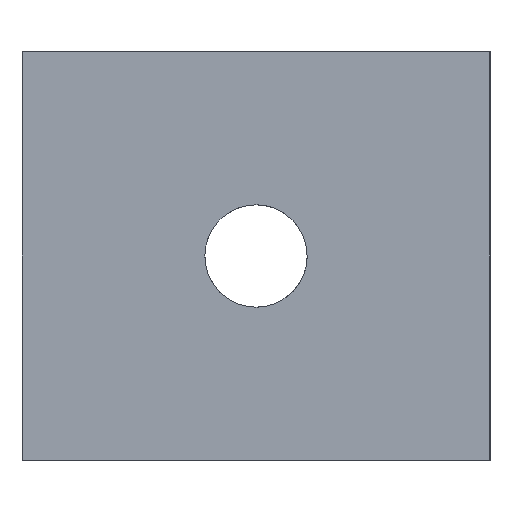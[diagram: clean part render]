
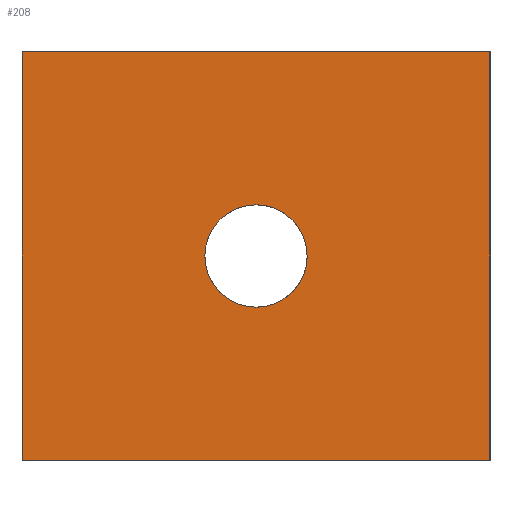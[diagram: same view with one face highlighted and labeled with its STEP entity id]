
A CAD part, left-side view. The second image highlights one B-rep face of the part: STEP entity #208.
In plain terms, the highlighted planar face has unit normal (-1, 0, 0).
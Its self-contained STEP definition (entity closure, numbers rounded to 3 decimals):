
#155=AXIS2_PLACEMENT_3D('Circle Axis2P3D',#153,#154,$) ;
#168=AXIS2_PLACEMENT_3D('Plane Axis2P3D',#165,#166,#167) ;
#49=CARTESIAN_POINT('Vertex',(0.,19.05,-4.166)) ;
#53=CARTESIAN_POINT('Control Point',(0.,19.05,4.166)) ;
#54=CARTESIAN_POINT('Control Point',(0.,18.396,4.166)) ;
#55=CARTESIAN_POINT('Control Point',(0.,17.741,4.037)) ;
#56=CARTESIAN_POINT('Control Point',(0.,17.121,3.78)) ;
#57=CARTESIAN_POINT('Control Point',(0.,16.014,3.036)) ;
#58=CARTESIAN_POINT('Control Point',(0.,15.27,1.929)) ;
#59=CARTESIAN_POINT('Control Point',(0.,15.013,1.309)) ;
#60=CARTESIAN_POINT('Control Point',(0.,14.756,0.)) ;
#61=CARTESIAN_POINT('Control Point',(0.,15.013,-1.309)) ;
#62=CARTESIAN_POINT('Control Point',(0.,15.27,-1.929)) ;
#63=CARTESIAN_POINT('Control Point',(0.,16.014,-3.036)) ;
#64=CARTESIAN_POINT('Control Point',(0.,17.121,-3.78)) ;
#65=CARTESIAN_POINT('Control Point',(0.,17.741,-4.037)) ;
#66=CARTESIAN_POINT('Control Point',(0.,18.396,-4.166)) ;
#67=CARTESIAN_POINT('Control Point',(0.,19.05,-4.166)) ;
#68=CARTESIAN_POINT('Vertex',(0.,19.05,4.166)) ;
#153=CARTESIAN_POINT('Axis2P3D Location',(0.,19.05,0.)) ;
#165=CARTESIAN_POINT('Axis2P3D Location',(0.,0.,16.637)) ;
#170=CARTESIAN_POINT('Line Origine',(0.,19.05,-16.637)) ;
#174=CARTESIAN_POINT('Vertex',(0.,38.1,-16.637)) ;
#176=CARTESIAN_POINT('Vertex',(0.,0.,-16.637)) ;
#179=CARTESIAN_POINT('Line Origine',(0.,0.,0.)) ;
#183=CARTESIAN_POINT('Vertex',(0.,0.,16.637)) ;
#186=CARTESIAN_POINT('Line Origine',(0.,19.05,16.637)) ;
#190=CARTESIAN_POINT('Vertex',(0.,38.1,16.637)) ;
#193=CARTESIAN_POINT('Line Origine',(0.,38.1,0.)) ;
#154=DIRECTION('Axis2P3D Direction',(-1.,0.,0.)) ;
#166=DIRECTION('Axis2P3D Direction',(1.,-0.,0.)) ;
#167=DIRECTION('Axis2P3D XDirection',(0.,0.,-1.)) ;
#171=DIRECTION('Vector Direction',(0.,-1.,0.)) ;
#180=DIRECTION('Vector Direction',(0.,0.,-1.)) ;
#187=DIRECTION('Vector Direction',(0.,-1.,0.)) ;
#194=DIRECTION('Vector Direction',(0.,0.,-1.)) ;
#172=VECTOR('Line Direction',#171,1.) ;
#181=VECTOR('Line Direction',#180,1.) ;
#188=VECTOR('Line Direction',#187,1.) ;
#195=VECTOR('Line Direction',#194,1.) ;
#199=ORIENTED_EDGE('',*,*,#178,.T.) ;
#200=ORIENTED_EDGE('',*,*,#185,.F.) ;
#201=ORIENTED_EDGE('',*,*,#192,.F.) ;
#202=ORIENTED_EDGE('',*,*,#197,.T.) ;
#205=ORIENTED_EDGE('',*,*,#70,.T.) ;
#206=ORIENTED_EDGE('',*,*,#157,.T.) ;
#207=FACE_BOUND('',#204,.T.) ;
#208=ADVANCED_FACE('Cut-Extrude2',(#203,#207),#169,.F.) ;
#52=B_SPLINE_CURVE_WITH_KNOTS('',5,(#53,#54,#55,#56,#57,#58,#59,#60,#61,#62,#63,#64,#65,#66,#67),.UNSPECIFIED.,.F.,.U.,(6,3,3,3,6),(-6.543,-3.272,0.,3.272,6.543),.UNSPECIFIED.) ;
#156=CIRCLE('generated circle',#155,4.166) ;
#70=EDGE_CURVE('',#69,#50,#52,.T.) ;
#157=EDGE_CURVE('',#50,#69,#156,.F.) ;
#178=EDGE_CURVE('',#175,#177,#173,.T.) ;
#185=EDGE_CURVE('',#184,#177,#182,.T.) ;
#192=EDGE_CURVE('',#191,#184,#189,.T.) ;
#197=EDGE_CURVE('',#191,#175,#196,.T.) ;
#198=EDGE_LOOP('',(#199,#200,#201,#202)) ;
#204=EDGE_LOOP('',(#205,#206)) ;
#203=FACE_OUTER_BOUND('',#198,.T.) ;
#173=LINE('Line',#170,#172) ;
#182=LINE('Line',#179,#181) ;
#189=LINE('Line',#186,#188) ;
#196=LINE('Line',#193,#195) ;
#169=PLANE('',#168) ;
#50=VERTEX_POINT('',#49) ;
#69=VERTEX_POINT('',#68) ;
#175=VERTEX_POINT('',#174) ;
#177=VERTEX_POINT('',#176) ;
#184=VERTEX_POINT('',#183) ;
#191=VERTEX_POINT('',#190) ;
